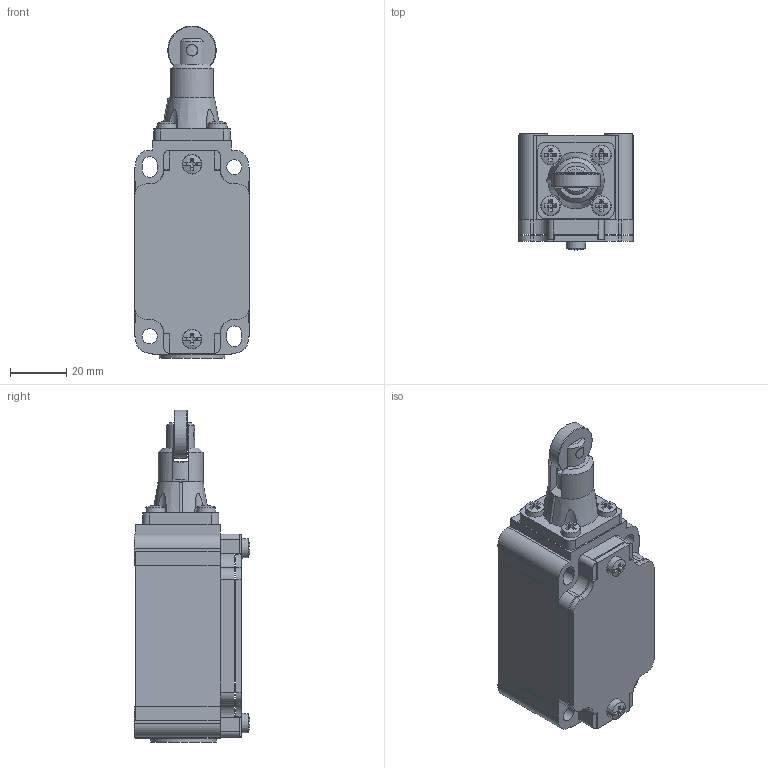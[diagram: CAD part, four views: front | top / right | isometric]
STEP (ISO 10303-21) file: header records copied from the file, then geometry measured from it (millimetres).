
FILE_DESCRIPTION (( 'STEP AP214' ), '1' );
FILE_NAME ('ZR-335-11Z.STEP', '2021-01-18T19:46:35', ( '' ), ( '' ), 'SwSTEP 2.0', 'SolidWorks 2019', '' );
FILE_SCHEMA (( 'AUTOMOTIVE_DESIGN' ));
Length unit declared in the file: inch
Products named in the file (1): ZR-335-11Z
Bounding box: 40.5 x 41.08 x 117.7 mm (x, y, z)
Volume: 107950.7 mm3; surface area: 27791.9 mm2
Topology: 2 solids, 7 shells, 433 faces, 1080 edges, 680 vertices
Faces by surface type: plane 306, cylinder 98, cone 21, bspline 8
Full cylindrical faces by diameter (mm): 2.05 x4, 3.8 x4, 4 x2, 4.1 x2, 4.3 x4, 5.3 x2, 7 x2, 10 x1, 14 x1, 15 x1, 17.2 x1, 18 x1, 18.05 x1, 19.06 x1, 23.3 x1
Entity records: 14201 total; most frequent: CARTESIAN_POINT 4279, ORIENTED_EDGE 2044, DIRECTION 1951, EDGE_CURVE 1022, AXIS2_PLACEMENT_3D 673, VERTEX_POINT 666, LINE 605, VECTOR 605
